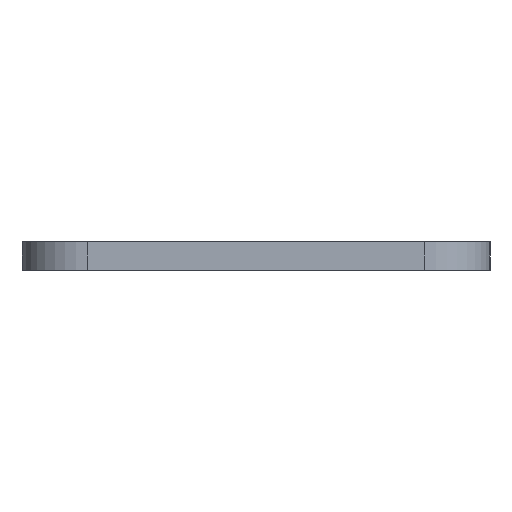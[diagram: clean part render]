
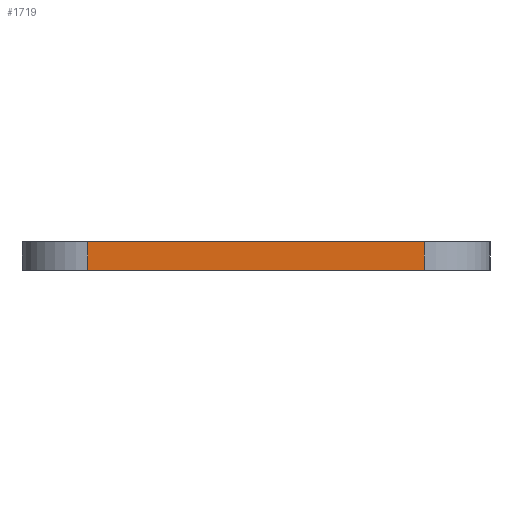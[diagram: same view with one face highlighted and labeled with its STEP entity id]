
A CAD part, front view. The second image highlights one B-rep face of the part: STEP entity #1719.
In plain terms, the highlighted face is planar.
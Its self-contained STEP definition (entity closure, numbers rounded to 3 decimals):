
#141=PLANE('',#1934);
#219=FACE_OUTER_BOUND('',#352,.T.);
#352=EDGE_LOOP('',(#1450,#1451,#1452,#1453));
#487=LINE('',#2799,#592);
#492=LINE('',#2811,#597);
#496=LINE('',#2822,#601);
#516=LINE('',#2880,#621);
#592=VECTOR('',#2331,10.);
#597=VECTOR('',#2342,10.);
#601=VECTOR('',#2352,10.);
#621=VECTOR('',#2408,10.);
#872=VERTEX_POINT('',#2796);
#873=VERTEX_POINT('',#2798);
#877=VERTEX_POINT('',#2810);
#880=VERTEX_POINT('',#2818);
#1070=EDGE_CURVE('',#872,#873,#487,.T.);
#1076=EDGE_CURVE('',#873,#877,#492,.T.);
#1082=EDGE_CURVE('',#877,#880,#496,.T.);
#1111=EDGE_CURVE('',#880,#872,#516,.T.);
#1450=ORIENTED_EDGE('',*,*,#1070,.F.);
#1451=ORIENTED_EDGE('',*,*,#1111,.F.);
#1452=ORIENTED_EDGE('',*,*,#1082,.F.);
#1453=ORIENTED_EDGE('',*,*,#1076,.F.);
#1719=ADVANCED_FACE('',(#219),#141,.T.);
#1934=AXIS2_PLACEMENT_3D('',#2879,#2406,#2407);
#2331=DIRECTION('',(0.,0.,-1.));
#2342=DIRECTION('',(0.,1.,0.));
#2352=DIRECTION('',(0.,0.,1.));
#2406=DIRECTION('center_axis',(-1.,0.,0.));
#2407=DIRECTION('ref_axis',(0.,-1.,0.));
#2408=DIRECTION('',(0.,-1.,0.));
#2796=CARTESIAN_POINT('',(-204.713,-18.,156.241));
#2798=CARTESIAN_POINT('',(-204.713,-18.,153.241));
#2799=CARTESIAN_POINT('',(-204.713,-18.,153.241));
#2810=CARTESIAN_POINT('',(-204.713,18.,153.241));
#2811=CARTESIAN_POINT('',(-204.713,-25.,153.241));
#2818=CARTESIAN_POINT('',(-204.713,18.,156.241));
#2822=CARTESIAN_POINT('',(-204.713,18.,153.241));
#2879=CARTESIAN_POINT('Origin',(-204.713,25.,153.241));
#2880=CARTESIAN_POINT('',(-204.713,-25.,156.241));
